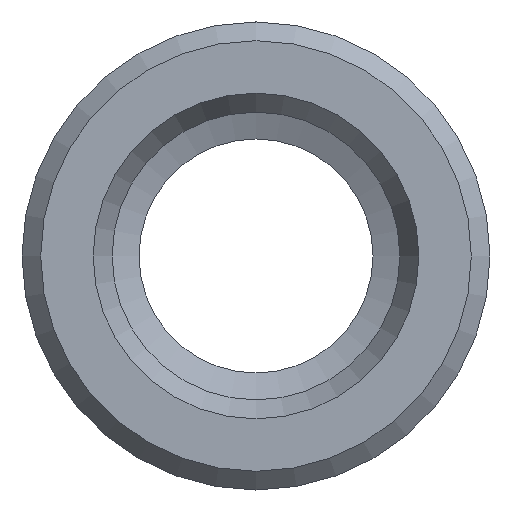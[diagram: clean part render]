
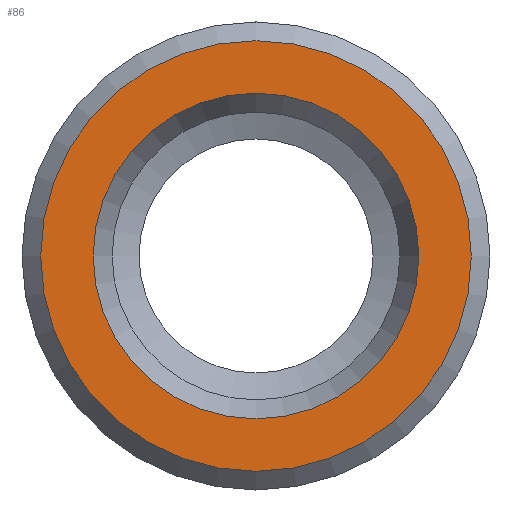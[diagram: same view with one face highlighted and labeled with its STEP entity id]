
A CAD part, front view. The second image highlights one B-rep face of the part: STEP entity #86.
In plain terms, the highlighted planar face has unit normal (0, -1, 0).
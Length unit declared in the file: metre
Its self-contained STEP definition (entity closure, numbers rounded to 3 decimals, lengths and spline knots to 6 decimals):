
#86 = ADVANCED_FACE( 'NONE', ( #195, #196 ), #197, .T. );
#195 = FACE_OUTER_BOUND( '', #322, .T. );
#196 = FACE_BOUND( '', #323, .T. );
#197 = PLANE( '', #324 );
#322 = EDGE_LOOP( '', ( #475 ) );
#323 = EDGE_LOOP( '', ( #476 ) );
#324 = AXIS2_PLACEMENT_3D( '', #477, #478, #479 );
#475 = ORIENTED_EDGE( '', *, *, #599, .F. );
#476 = ORIENTED_EDGE( '', *, *, #600, .T. );
#477 = CARTESIAN_POINT( '', ( -0.0046, -0.015, 0. ) );
#478 = DIRECTION( '', ( 0., -1., 0. ) );
#479 = DIRECTION( '', ( 0., 0., -1. ) );
#599 = EDGE_CURVE( 'NONE', #683, #683, #684, .T. );
#600 = EDGE_CURVE( 'NONE', #685, #685, #686, .T. );
#683 = VERTEX_POINT( '', #773 );
#684 = CIRCLE( '', #774, 0.0046 );
#685 = VERTEX_POINT( '', #775 );
#686 = CIRCLE( '', #776, 0.003479 );
#773 = CARTESIAN_POINT( '', ( 0., -0.015, -0.0046 ) );
#774 = AXIS2_PLACEMENT_3D( '', #870, #871, #872 );
#775 = CARTESIAN_POINT( '', ( 0., -0.015, -0.003479 ) );
#776 = AXIS2_PLACEMENT_3D( '', #873, #874, #875 );
#870 = CARTESIAN_POINT( '', ( 0., -0.015, 0. ) );
#871 = DIRECTION( '', ( 0., 1., 0. ) );
#872 = DIRECTION( '', ( 0., 0., -1. ) );
#873 = CARTESIAN_POINT( '', ( 0., -0.015, 0. ) );
#874 = DIRECTION( '', ( 0., 1., 0. ) );
#875 = DIRECTION( '', ( 0., 0., -1. ) );
